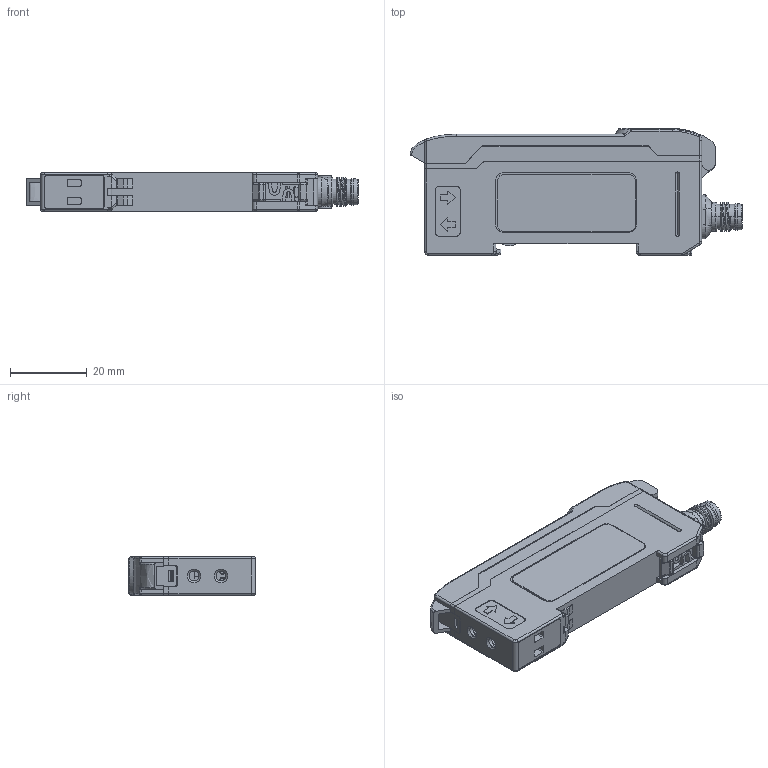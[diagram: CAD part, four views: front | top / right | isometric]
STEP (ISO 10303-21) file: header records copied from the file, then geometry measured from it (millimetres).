
FILE_DESCRIPTION((''),'2;1');
FILE_NAME('161274_ASM','2022-04-18T10:20:34',('PDMAdmin'),('BANNER ENGINEERING'),'CREO PARAMETRIC BY PTC INC, 2019292','CREO PARAMETRIC BY PTC INC, 2019292','');
FILE_SCHEMA(('CONFIG_CONTROL_DESIGN'));
Products named in the file (18): 156397; 158609_WEB; 160761; 158843_WEB_ASM; 156394; 156396; 156393; 156520; SMSWR1A_1_OLD; SMSWR4_1_OLD; 156392; 157537; 156399; 156400_W_LOGO; 160111; 160112; 156398; 161274_ASM
Assembly tree (17 placements, depth 3):
  161274_ASM
    156397
    158843_WEB_ASM
      158609_WEB
      160761
    156394
    156396
    156393
    156520
    SMSWR1A_1_OLD
    SMSWR4_1_OLD
    156392
    157537
    156399
    156400_W_LOGO
    160111
    160112
    156398
Bounding box: 86.3 x 33 x 10.1 mm (x, y, z)
Volume: 9006 mm3; surface area: 22559.6 mm2
Topology: 16 solids, 18 shells, 2518 faces, 6735 edges, 4350 vertices
Faces by surface type: plane 1787, cylinder 502, bspline 110, sphere 40, torus 37, cone 37, extrusion 5
Entity records: 84328 total; most frequent: CARTESIAN_POINT 21241, ORIENTED_EDGE 13438, DIRECTION 12343, EDGE_CURVE 6719, VECTOR 5251, LINE 5246, VERTEX_POINT 4350, AXIS2_PLACEMENT_3D 3546
